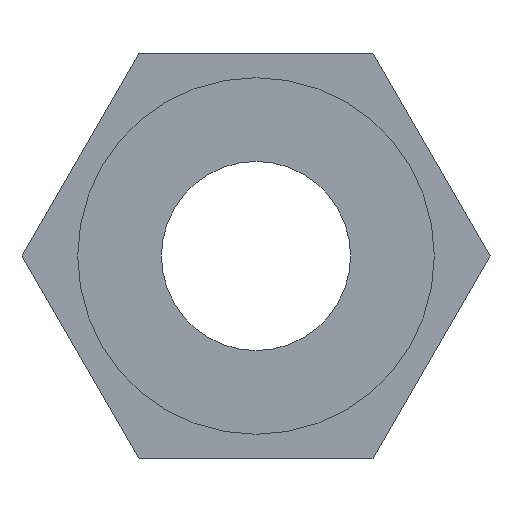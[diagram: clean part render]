
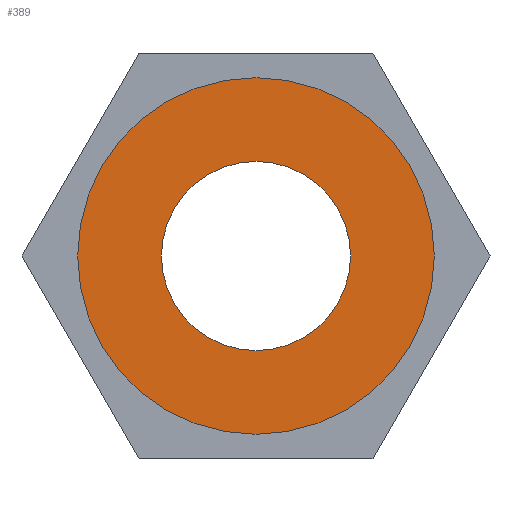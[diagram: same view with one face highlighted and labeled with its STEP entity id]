
A CAD part, left-side view. The second image highlights one B-rep face of the part: STEP entity #389.
In plain terms, the highlighted planar face has unit normal (-1, 0, 0).
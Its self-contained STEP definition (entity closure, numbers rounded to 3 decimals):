
#50=PLANE($,#445);
#98=FACE_BOUND($,#174,.T.);
#122=FACE_OUTER_BOUND($,#173,.T.);
#173=EDGE_LOOP($,(#326));
#174=EDGE_LOOP($,(#327));
#203=CIRCLE($,#437,6.6);
#206=CIRCLE($,#442,3.5);
#226=VERTEX_POINT($,#635);
#229=VERTEX_POINT($,#643);
#261=EDGE_CURVE($,#226,#226,#203,.T.);
#264=EDGE_CURVE($,#229,#229,#206,.T.);
#326=ORIENTED_EDGE($,*,*,#261,.F.);
#327=ORIENTED_EDGE($,*,*,#264,.T.);
#389=ADVANCED_FACE($,(#122,#98),#50,.T.);
#437=AXIS2_PLACEMENT_3D($,#636,#528,#529);
#442=AXIS2_PLACEMENT_3D($,#644,#538,#539);
#445=AXIS2_PLACEMENT_3D($,#648,#544,#545);
#528=DIRECTION('center_axis',(1.,0.,0.));
#529=DIRECTION('ref_axis',(0.,1.,0.));
#538=DIRECTION('center_axis',(1.,0.,0.));
#539=DIRECTION('ref_axis',(0.,1.,0.));
#544=DIRECTION('center_axis',(-1.,0.,0.));
#545=DIRECTION('ref_axis',(0.,0.,1.));
#635=CARTESIAN_POINT('',(0.,-6.6,0.));
#636=CARTESIAN_POINT('Origin',(0.,0.,0.));
#643=CARTESIAN_POINT('',(0.,-3.5,0.));
#644=CARTESIAN_POINT('Origin',(0.,0.,0.));
#648=CARTESIAN_POINT('Origin',(0.,5.05,0.));
